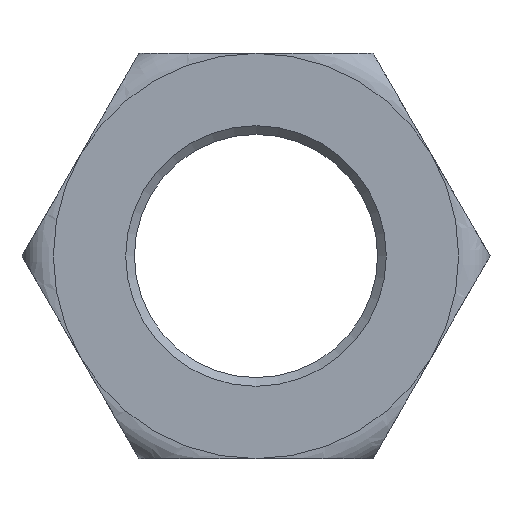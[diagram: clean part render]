
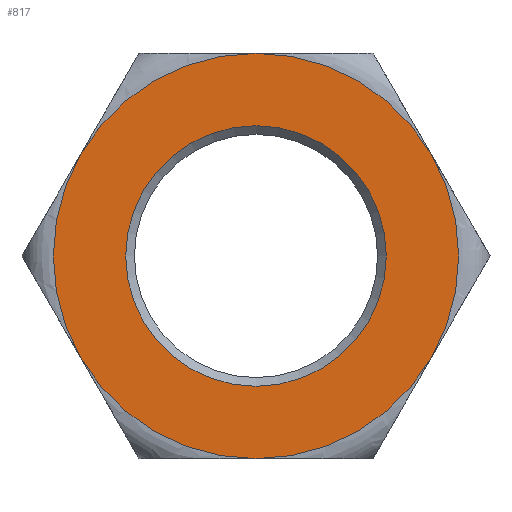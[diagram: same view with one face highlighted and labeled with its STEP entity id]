
A CAD part, front view. The second image highlights one B-rep face of the part: STEP entity #817.
In plain terms, the highlighted planar face has unit normal (0, -1, 0).
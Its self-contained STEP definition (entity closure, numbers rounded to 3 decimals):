
#16 = AXIS2_PLACEMENT_3D ( 'NONE', #585, #52, #892 ) ;
#23 = CARTESIAN_POINT ( 'NONE',  ( 30.311, -18., 17.5 ) ) ;
#28 = DIRECTION ( 'NONE',  ( 0., 0., 1. ) ) ;
#52 = DIRECTION ( 'NONE',  ( 0., 1., 0. ) ) ;
#57 = CARTESIAN_POINT ( 'NONE',  ( 0., -18., 35. ) ) ;
#68 = CARTESIAN_POINT ( 'NONE',  ( 0., -18., 35. ) ) ;
#86 = LINE ( 'NONE', #1001, #511 ) ;
#89 = AXIS2_PLACEMENT_3D ( 'NONE', #942, #230, #28 ) ;
#92 = EDGE_LOOP ( 'NONE', ( #138, #1145, #1311, #530, #146, #850, #1084, #1041, #1261, #844 ) ) ;
#108 = CIRCLE ( 'NONE', #16, 35. ) ;
#114 = CARTESIAN_POINT ( 'NONE',  ( -20.207, -18., 35. ) ) ;
#117 = FACE_BOUND ( 'NONE', #416, .T. ) ;
#138 = ORIENTED_EDGE ( 'NONE', *, *, #598, .F. ) ;
#146 = ORIENTED_EDGE ( 'NONE', *, *, #1193, .F. ) ;
#175 = CIRCLE ( 'NONE', #926, 35. ) ;
#187 = CARTESIAN_POINT ( 'NONE',  ( 0., -18., -35. ) ) ;
#220 = VERTEX_POINT ( 'NONE', #1259 ) ;
#230 = DIRECTION ( 'NONE',  ( 0., 1., 0. ) ) ;
#233 = CARTESIAN_POINT ( 'NONE',  ( 30.311, -18., 17.5 ) ) ;
#241 = VERTEX_POINT ( 'NONE', #23 ) ;
#273 = DIRECTION ( 'NONE',  ( -1., 0., 0. ) ) ;
#309 = DIRECTION ( 'NONE',  ( 0., 1., 0. ) ) ;
#342 = VERTEX_POINT ( 'NONE', #653 ) ;
#347 = VERTEX_POINT ( 'NONE', #1339 ) ;
#357 = DIRECTION ( 'NONE',  ( 0.5, 0., -0.866 ) ) ;
#379 = CIRCLE ( 'NONE', #832, 35. ) ;
#384 = DIRECTION ( 'NONE',  ( -0.5, 0., 0.866 ) ) ;
#400 = CIRCLE ( 'NONE', #1317, 22.5 ) ;
#403 = VERTEX_POINT ( 'NONE', #1302 ) ;
#416 = EDGE_LOOP ( 'NONE', ( #629 ) ) ;
#446 = LINE ( 'NONE', #114, #728 ) ;
#452 = CARTESIAN_POINT ( 'NONE',  ( 0., -18., 0. ) ) ;
#461 = DIRECTION ( 'NONE',  ( 0., 1., 0. ) ) ;
#504 = DIRECTION ( 'NONE',  ( 0., 0., 1. ) ) ;
#511 = VECTOR ( 'NONE', #384, 1000. ) ;
#530 = ORIENTED_EDGE ( 'NONE', *, *, #589, .F. ) ;
#532 = CARTESIAN_POINT ( 'NONE',  ( 20.207, -18., -35. ) ) ;
#585 = CARTESIAN_POINT ( 'NONE',  ( 0., -18., 0. ) ) ;
#589 = EDGE_CURVE ( 'NONE', #1133, #347, #175, .T. ) ;
#591 = CIRCLE ( 'NONE', #1338, 35. ) ;
#598 = EDGE_CURVE ( 'NONE', #1034, #220, #108, .T. ) ;
#617 = VERTEX_POINT ( 'NONE', #68 ) ;
#624 = LINE ( 'NONE', #532, #1089 ) ;
#629 = ORIENTED_EDGE ( 'NONE', *, *, #1074, .T. ) ;
#650 = CARTESIAN_POINT ( 'NONE',  ( 0., -18., -35. ) ) ;
#653 = CARTESIAN_POINT ( 'NONE',  ( 0., -18., 22.5 ) ) ;
#687 = AXIS2_PLACEMENT_3D ( 'NONE', #797, #309, #1017 ) ;
#691 = DIRECTION ( 'NONE',  ( 1., 0., 0. ) ) ;
#723 = CARTESIAN_POINT ( 'NONE',  ( 0., -18., 0. ) ) ;
#728 = VECTOR ( 'NONE', #1054, 1000. ) ;
#738 = FACE_OUTER_BOUND ( 'NONE', #92, .T. ) ;
#746 = VERTEX_POINT ( 'NONE', #650 ) ;
#761 = DIRECTION ( 'NONE',  ( 1., 0., 0. ) ) ;
#767 = DIRECTION ( 'NONE',  ( 0., 1., 0. ) ) ;
#772 = DIRECTION ( 'NONE',  ( 1., 0., 0. ) ) ;
#794 = CARTESIAN_POINT ( 'NONE',  ( 0., -18., 0. ) ) ;
#797 = CARTESIAN_POINT ( 'NONE',  ( 0., -18., 0. ) ) ;
#817 = ADVANCED_FACE ( 'NONE', ( #117, #738 ), #1151, .F. ) ;
#832 = AXIS2_PLACEMENT_3D ( 'NONE', #1187, #767, #273 ) ;
#844 = ORIENTED_EDGE ( 'NONE', *, *, #1279, .F. ) ;
#850 = ORIENTED_EDGE ( 'NONE', *, *, #884, .F. ) ;
#868 = DIRECTION ( 'NONE',  ( 0., 1., 0. ) ) ;
#884 = EDGE_CURVE ( 'NONE', #617, #241, #591, .T. ) ;
#890 = DIRECTION ( 'NONE',  ( 0., 1., 0. ) ) ;
#892 = DIRECTION ( 'NONE',  ( 1., 0., 0. ) ) ;
#898 = VERTEX_POINT ( 'NONE', #57 ) ;
#913 = AXIS2_PLACEMENT_3D ( 'NONE', #452, #868, #761 ) ;
#917 = EDGE_CURVE ( 'NONE', #347, #746, #1299, .T. ) ;
#924 = VECTOR ( 'NONE', #357, 1000. ) ;
#926 = AXIS2_PLACEMENT_3D ( 'NONE', #794, #461, #691 ) ;
#936 = DIRECTION ( 'NONE',  ( -1., 0., 0. ) ) ;
#941 = EDGE_CURVE ( 'NONE', #403, #898, #379, .T. ) ;
#942 = CARTESIAN_POINT ( 'NONE',  ( 0., -18., 0. ) ) ;
#960 = VERTEX_POINT ( 'NONE', #1180 ) ;
#1001 = CARTESIAN_POINT ( 'NONE',  ( -20.207, -18., -35. ) ) ;
#1017 = DIRECTION ( 'NONE',  ( 1., 0., 0. ) ) ;
#1034 = VERTEX_POINT ( 'NONE', #187 ) ;
#1037 = EDGE_CURVE ( 'NONE', #960, #403, #1237, .T. ) ;
#1041 = ORIENTED_EDGE ( 'NONE', *, *, #941, .F. ) ;
#1054 = DIRECTION ( 'NONE',  ( 1., 0., 0. ) ) ;
#1074 = EDGE_CURVE ( 'NONE', #342, #342, #400, .T. ) ;
#1084 = ORIENTED_EDGE ( 'NONE', *, *, #1135, .F. ) ;
#1089 = VECTOR ( 'NONE', #936, 1000. ) ;
#1096 = CARTESIAN_POINT ( 'NONE',  ( 20.207, -18., 35. ) ) ;
#1133 = VERTEX_POINT ( 'NONE', #233 ) ;
#1135 = EDGE_CURVE ( 'NONE', #898, #617, #446, .T. ) ;
#1145 = ORIENTED_EDGE ( 'NONE', *, *, #1331, .F. ) ;
#1151 = PLANE ( 'NONE',  #89 ) ;
#1180 = CARTESIAN_POINT ( 'NONE',  ( -30.311, -18., -17.5 ) ) ;
#1187 = CARTESIAN_POINT ( 'NONE',  ( 0., -18., 0. ) ) ;
#1193 = EDGE_CURVE ( 'NONE', #241, #1133, #1275, .T. ) ;
#1237 = CIRCLE ( 'NONE', #687, 35. ) ;
#1259 = CARTESIAN_POINT ( 'NONE',  ( -30.311, -18., -17.5 ) ) ;
#1261 = ORIENTED_EDGE ( 'NONE', *, *, #1037, .F. ) ;
#1264 = DIRECTION ( 'NONE',  ( 0., 1., 0. ) ) ;
#1272 = CARTESIAN_POINT ( 'NONE',  ( 0., -18., 0. ) ) ;
#1275 = LINE ( 'NONE', #1096, #924 ) ;
#1279 = EDGE_CURVE ( 'NONE', #220, #960, #86, .T. ) ;
#1299 = CIRCLE ( 'NONE', #913, 35. ) ;
#1302 = CARTESIAN_POINT ( 'NONE',  ( -30.311, -18., 17.5 ) ) ;
#1311 = ORIENTED_EDGE ( 'NONE', *, *, #917, .F. ) ;
#1317 = AXIS2_PLACEMENT_3D ( 'NONE', #723, #890, #504 ) ;
#1331 = EDGE_CURVE ( 'NONE', #746, #1034, #624, .T. ) ;
#1338 = AXIS2_PLACEMENT_3D ( 'NONE', #1272, #1264, #772 ) ;
#1339 = CARTESIAN_POINT ( 'NONE',  ( 30.311, -18., -17.5 ) ) ;
